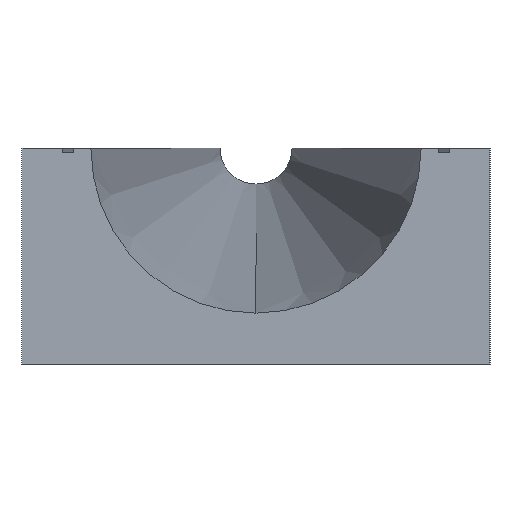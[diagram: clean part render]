
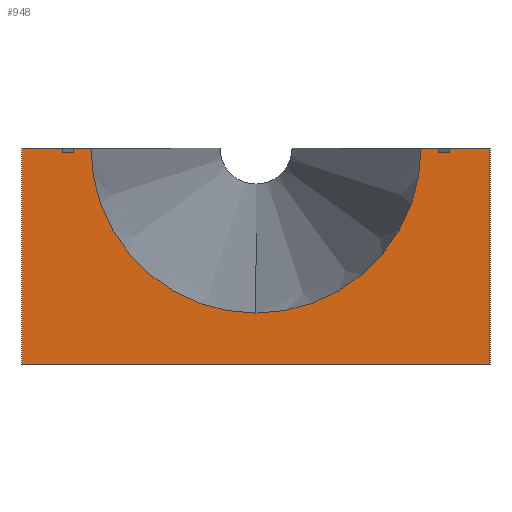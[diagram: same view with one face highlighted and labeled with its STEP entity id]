
A CAD part, left-side view. The second image highlights one B-rep face of the part: STEP entity #948.
In plain terms, the highlighted planar face has unit normal (-1, 0, 0).
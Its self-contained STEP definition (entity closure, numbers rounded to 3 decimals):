
#80=CARTESIAN_POINT('Vertex',(0.,-29.128,38.1)) ;
#87=CARTESIAN_POINT('Vertex',(0.,0.,8.972)) ;
#90=CARTESIAN_POINT('Axis2P3D Location',(0.,0.,38.1)) ;
#132=CARTESIAN_POINT('Vertex',(0.,29.128,38.1)) ;
#135=CARTESIAN_POINT('Axis2P3D Location',(0.,0.,38.1)) ;
#156=CARTESIAN_POINT('Vertex',(0.,-41.275,0.)) ;
#161=CARTESIAN_POINT('Line Origine',(0.,0.,0.)) ;
#165=CARTESIAN_POINT('Vertex',(0.,41.275,0.)) ;
#196=CARTESIAN_POINT('Vertex',(0.,-41.275,38.1)) ;
#201=CARTESIAN_POINT('Line Origine',(0.,-41.275,19.05)) ;
#223=CARTESIAN_POINT('Line Origine',(0.,41.275,19.05)) ;
#227=CARTESIAN_POINT('Vertex',(0.,41.275,38.1)) ;
#860=CARTESIAN_POINT('Axis2P3D Location',(0.,0.,0.)) ;
#865=CARTESIAN_POINT('Line Origine',(0.,-34.208,37.719)) ;
#869=CARTESIAN_POINT('Vertex',(0.,-34.208,38.1)) ;
#871=CARTESIAN_POINT('Vertex',(0.,-34.208,37.338)) ;
#874=CARTESIAN_POINT('Line Origine',(0.,-33.192,37.338)) ;
#878=CARTESIAN_POINT('Vertex',(0.,-32.176,37.338)) ;
#881=CARTESIAN_POINT('Line Origine',(0.,-32.176,37.719)) ;
#885=CARTESIAN_POINT('Vertex',(0.,-32.176,38.1)) ;
#888=CARTESIAN_POINT('Line Origine',(0.,-30.652,38.1)) ;
#893=CARTESIAN_POINT('Line Origine',(0.,30.652,38.1)) ;
#897=CARTESIAN_POINT('Vertex',(0.,32.176,38.1)) ;
#900=CARTESIAN_POINT('Line Origine',(0.,32.176,37.719)) ;
#904=CARTESIAN_POINT('Vertex',(0.,32.176,37.338)) ;
#907=CARTESIAN_POINT('Line Origine',(0.,33.192,37.338)) ;
#911=CARTESIAN_POINT('Vertex',(0.,34.208,37.338)) ;
#914=CARTESIAN_POINT('Line Origine',(0.,34.208,37.719)) ;
#918=CARTESIAN_POINT('Vertex',(0.,34.208,38.1)) ;
#921=CARTESIAN_POINT('Line Origine',(0.,37.741,38.1)) ;
#926=CARTESIAN_POINT('Line Origine',(0.,-37.741,38.1)) ;
#163=VECTOR('Line Direction',#162,1.) ;
#203=VECTOR('Line Direction',#202,1.) ;
#225=VECTOR('Line Direction',#224,1.) ;
#867=VECTOR('Line Direction',#866,1.) ;
#876=VECTOR('Line Direction',#875,1.) ;
#883=VECTOR('Line Direction',#882,1.) ;
#890=VECTOR('Line Direction',#889,1.) ;
#895=VECTOR('Line Direction',#894,1.) ;
#902=VECTOR('Line Direction',#901,1.) ;
#909=VECTOR('Line Direction',#908,1.) ;
#916=VECTOR('Line Direction',#915,1.) ;
#923=VECTOR('Line Direction',#922,1.) ;
#928=VECTOR('Line Direction',#927,1.) ;
#91=DIRECTION('Axis2P3D Direction',(-1.,0.,0.)) ;
#136=DIRECTION('Axis2P3D Direction',(-1.,0.,0.)) ;
#162=DIRECTION('Vector Direction',(0.,1.,0.)) ;
#202=DIRECTION('Vector Direction',(0.,0.,1.)) ;
#224=DIRECTION('Vector Direction',(0.,0.,-1.)) ;
#861=DIRECTION('Axis2P3D Direction',(1.,0.,0.)) ;
#862=DIRECTION('Axis2P3D XDirection',(0.,1.,0.)) ;
#866=DIRECTION('Vector Direction',(0.,0.,-1.)) ;
#875=DIRECTION('Vector Direction',(0.,-1.,0.)) ;
#882=DIRECTION('Vector Direction',(0.,0.,-1.)) ;
#889=DIRECTION('Vector Direction',(0.,-1.,0.)) ;
#894=DIRECTION('Vector Direction',(0.,-1.,0.)) ;
#901=DIRECTION('Vector Direction',(0.,0.,-1.)) ;
#908=DIRECTION('Vector Direction',(0.,1.,0.)) ;
#915=DIRECTION('Vector Direction',(0.,0.,-1.)) ;
#922=DIRECTION('Vector Direction',(0.,-1.,0.)) ;
#927=DIRECTION('Vector Direction',(0.,-1.,0.)) ;
#92=AXIS2_PLACEMENT_3D('Circle Axis2P3D',#90,#91,$) ;
#137=AXIS2_PLACEMENT_3D('Circle Axis2P3D',#135,#136,$) ;
#863=AXIS2_PLACEMENT_3D('Plane Axis2P3D',#860,#861,#862) ;
#164=LINE('Line',#161,#163) ;
#204=LINE('Line',#201,#203) ;
#226=LINE('Line',#223,#225) ;
#868=LINE('Line',#865,#867) ;
#877=LINE('Line',#874,#876) ;
#884=LINE('Line',#881,#883) ;
#891=LINE('Line',#888,#890) ;
#896=LINE('Line',#893,#895) ;
#903=LINE('Line',#900,#902) ;
#910=LINE('Line',#907,#909) ;
#917=LINE('Line',#914,#916) ;
#924=LINE('Line',#921,#923) ;
#929=LINE('Line',#926,#928) ;
#93=CIRCLE('generated circle',#92,29.128) ;
#138=CIRCLE('generated circle',#137,29.128) ;
#864=PLANE('',#863) ;
#94=EDGE_CURVE('',#88,#81,#93,.T.) ;
#139=EDGE_CURVE('',#133,#88,#138,.T.) ;
#167=EDGE_CURVE('',#157,#166,#164,.T.) ;
#205=EDGE_CURVE('',#197,#157,#204,.F.) ;
#229=EDGE_CURVE('',#166,#228,#226,.F.) ;
#873=EDGE_CURVE('',#870,#872,#868,.T.) ;
#880=EDGE_CURVE('',#879,#872,#877,.T.) ;
#887=EDGE_CURVE('',#886,#879,#884,.T.) ;
#892=EDGE_CURVE('',#81,#886,#891,.T.) ;
#899=EDGE_CURVE('',#898,#133,#896,.T.) ;
#906=EDGE_CURVE('',#898,#905,#903,.T.) ;
#913=EDGE_CURVE('',#912,#905,#910,.F.) ;
#920=EDGE_CURVE('',#919,#912,#917,.T.) ;
#925=EDGE_CURVE('',#228,#919,#924,.T.) ;
#930=EDGE_CURVE('',#870,#197,#929,.T.) ;
#932=ORIENTED_EDGE('',*,*,#873,.T.) ;
#933=ORIENTED_EDGE('',*,*,#880,.F.) ;
#934=ORIENTED_EDGE('',*,*,#887,.F.) ;
#935=ORIENTED_EDGE('',*,*,#892,.F.) ;
#936=ORIENTED_EDGE('',*,*,#94,.F.) ;
#937=ORIENTED_EDGE('',*,*,#139,.F.) ;
#938=ORIENTED_EDGE('',*,*,#899,.F.) ;
#939=ORIENTED_EDGE('',*,*,#906,.T.) ;
#940=ORIENTED_EDGE('',*,*,#913,.F.) ;
#941=ORIENTED_EDGE('',*,*,#920,.F.) ;
#942=ORIENTED_EDGE('',*,*,#925,.F.) ;
#943=ORIENTED_EDGE('',*,*,#229,.F.) ;
#944=ORIENTED_EDGE('',*,*,#167,.F.) ;
#945=ORIENTED_EDGE('',*,*,#205,.F.) ;
#946=ORIENTED_EDGE('',*,*,#930,.F.) ;
#931=EDGE_LOOP('',(#932,#933,#934,#935,#936,#937,#938,#939,#940,#941,#942,#943,#944,#945,#946)) ;
#81=VERTEX_POINT('',#80) ;
#88=VERTEX_POINT('',#87) ;
#133=VERTEX_POINT('',#132) ;
#157=VERTEX_POINT('',#156) ;
#166=VERTEX_POINT('',#165) ;
#197=VERTEX_POINT('',#196) ;
#228=VERTEX_POINT('',#227) ;
#870=VERTEX_POINT('',#869) ;
#872=VERTEX_POINT('',#871) ;
#879=VERTEX_POINT('',#878) ;
#886=VERTEX_POINT('',#885) ;
#898=VERTEX_POINT('',#897) ;
#905=VERTEX_POINT('',#904) ;
#912=VERTEX_POINT('',#911) ;
#919=VERTEX_POINT('',#918) ;
#948=ADVANCED_FACE('PartBody',(#947),#864,.F.) ;
#947=FACE_OUTER_BOUND('',#931,.T.) ;
